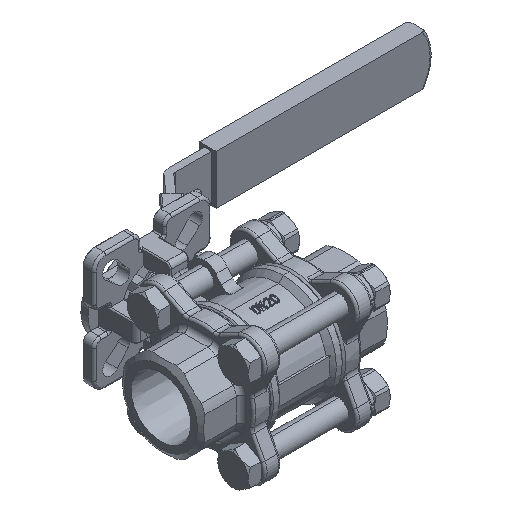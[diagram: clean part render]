
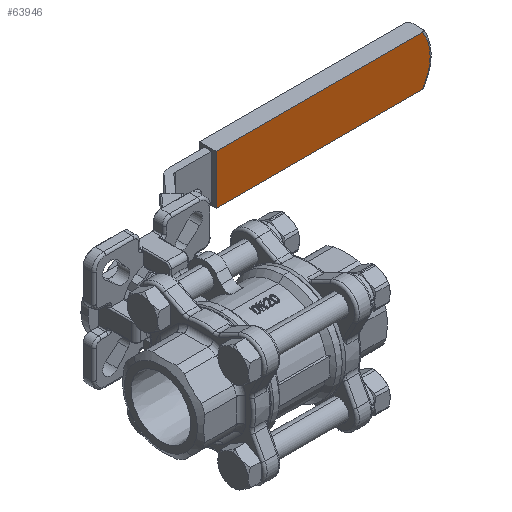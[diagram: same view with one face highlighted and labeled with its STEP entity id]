
A CAD part, isometric view. The second image highlights one B-rep face of the part: STEP entity #63946.
In plain terms, the highlighted planar face has unit normal (0, -1, 0).
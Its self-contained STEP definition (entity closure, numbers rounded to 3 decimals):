
#3977 = VERTEX_POINT ( 'NONE', #47280 ) ;
#6342 = EDGE_CURVE ( 'NONE', #3977, #44510, #34582, .T. ) ;
#9882 = DIRECTION ( 'NONE',  ( 0., 0., 1. ) ) ;
#11462 = CARTESIAN_POINT ( 'NONE',  ( 55.46, 72., 10.5 ) ) ;
#11963 = FACE_OUTER_BOUND ( 'NONE', #58233, .T. ) ;
#12682 = CARTESIAN_POINT ( 'NONE',  ( 55.46, 72., 10.5 ) ) ;
#16299 = ORIENTED_EDGE ( 'NONE', *, *, #16679, .T. ) ;
#16679 = EDGE_CURVE ( 'NONE', #44510, #55870, #69188, .T. ) ;
#19712 = CARTESIAN_POINT ( 'NONE',  ( 128.46, 72., 0. ) ) ;
#23776 = LINE ( 'NONE', #11462, #65305 ) ;
#26668 = AXIS2_PLACEMENT_3D ( 'NONE', #19712, #41491, #42448 ) ;
#30661 = PLANE ( 'NONE',  #64939 ) ;
#32096 = VECTOR ( 'NONE', #56624, 1000. ) ;
#34582 = LINE ( 'NONE', #40772, #32096 ) ;
#37879 = ORIENTED_EDGE ( 'NONE', *, *, #52692, .F. ) ;
#38317 = CARTESIAN_POINT ( 'NONE',  ( 143.08, 72., 10.5 ) ) ;
#40772 = CARTESIAN_POINT ( 'NONE',  ( 55.46, 72., -10.5 ) ) ;
#41341 = DIRECTION ( 'NONE',  ( 0., 0., 1. ) ) ;
#41491 = DIRECTION ( 'NONE',  ( 0., -1., 0. ) ) ;
#42448 = DIRECTION ( 'NONE',  ( 0., 0., 1. ) ) ;
#43390 = VECTOR ( 'NONE', #9882, 1000. ) ;
#44510 = VERTEX_POINT ( 'NONE', #60866 ) ;
#46757 = DIRECTION ( 'NONE',  ( 0., 1., 0. ) ) ;
#47280 = CARTESIAN_POINT ( 'NONE',  ( 55.46, 72., -10.5 ) ) ;
#47469 = CARTESIAN_POINT ( 'NONE',  ( 55.46, 72., 0. ) ) ;
#50994 = ORIENTED_EDGE ( 'NONE', *, *, #6342, .T. ) ;
#52692 = EDGE_CURVE ( 'NONE', #68162, #55870, #23776, .T. ) ;
#55870 = VERTEX_POINT ( 'NONE', #38317 ) ;
#56624 = DIRECTION ( 'NONE',  ( 1., 0., 0. ) ) ;
#57731 = LINE ( 'NONE', #67436, #43390 ) ;
#58233 = EDGE_LOOP ( 'NONE', ( #50994, #16299, #37879, #68784 ) ) ;
#60866 = CARTESIAN_POINT ( 'NONE',  ( 143.08, 72., -10.5 ) ) ;
#63531 = EDGE_CURVE ( 'NONE', #3977, #68162, #57731, .T. ) ;
#63946 = ADVANCED_FACE ( 'NONE', ( #11963 ), #30661, .F. ) ;
#64939 = AXIS2_PLACEMENT_3D ( 'NONE', #47469, #46757, #41341 ) ;
#65305 = VECTOR ( 'NONE', #65682, 1000. ) ;
#65682 = DIRECTION ( 'NONE',  ( 1., 0., 0. ) ) ;
#67436 = CARTESIAN_POINT ( 'NONE',  ( 55.46, 72., 0. ) ) ;
#68162 = VERTEX_POINT ( 'NONE', #12682 ) ;
#68784 = ORIENTED_EDGE ( 'NONE', *, *, #63531, .F. ) ;
#69188 = CIRCLE ( 'NONE', #26668, 18. ) ;
